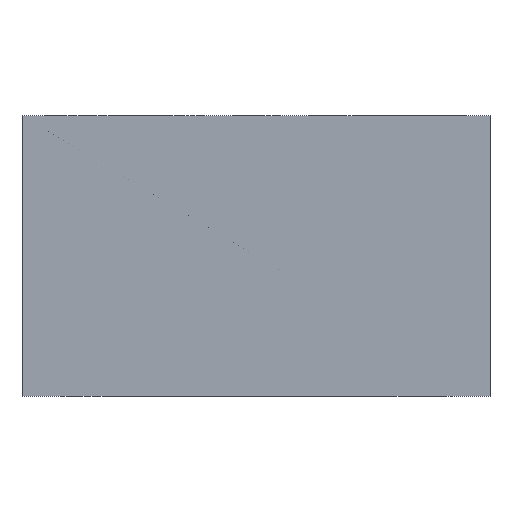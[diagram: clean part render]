
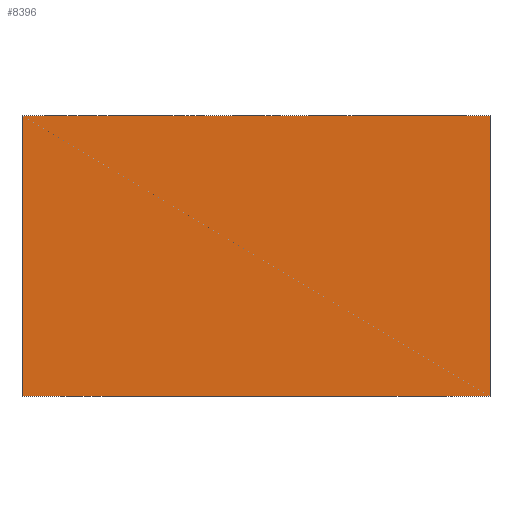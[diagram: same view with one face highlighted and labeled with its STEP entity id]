
A CAD part, front view. The second image highlights one B-rep face of the part: STEP entity #8396.
In plain terms, the highlighted planar face has unit normal (0, -1, 0).
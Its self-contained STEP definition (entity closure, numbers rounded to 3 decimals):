
#951=FACE_OUTER_BOUND('',#1423,.T.);
#1423=EDGE_LOOP('',(#7292,#7293,#7294,#7295));
#2283=LINE('',#14143,#3124);
#2287=LINE('',#14151,#3128);
#2288=LINE('',#14153,#3129);
#2289=LINE('',#14154,#3130);
#3124=VECTOR('',#10613,10.);
#3128=VECTOR('',#10621,10.);
#3129=VECTOR('',#10624,10.);
#3130=VECTOR('',#10625,10.);
#3914=VERTEX_POINT('',#14140);
#3915=VERTEX_POINT('',#14142);
#3916=VERTEX_POINT('',#14147);
#3917=VERTEX_POINT('',#14149);
#5055=EDGE_CURVE('',#3914,#3915,#2283,.T.);
#5059=EDGE_CURVE('',#3916,#3917,#2287,.T.);
#5060=EDGE_CURVE('',#3914,#3916,#2288,.T.);
#5061=EDGE_CURVE('',#3915,#3917,#2289,.T.);
#7292=ORIENTED_EDGE('',*,*,#5060,.T.);
#7293=ORIENTED_EDGE('',*,*,#5059,.T.);
#7294=ORIENTED_EDGE('',*,*,#5061,.F.);
#7295=ORIENTED_EDGE('',*,*,#5055,.F.);
#7630=PLANE('',#8868);
#8396=ADVANCED_FACE('',(#951),#7630,.T.);
#8868=AXIS2_PLACEMENT_3D('',#14152,#10622,#10623);
#10613=DIRECTION('',(0.,0.,1.));
#10621=DIRECTION('',(0.,0.,1.));
#10622=DIRECTION('center_axis',(0.,-1.,0.));
#10623=DIRECTION('ref_axis',(1.,0.,0.));
#10624=DIRECTION('',(1.,0.,0.));
#10625=DIRECTION('',(1.,0.,0.));
#14140=CARTESIAN_POINT('',(0.,0.,0.));
#14142=CARTESIAN_POINT('',(0.,0.,38.1));
#14143=CARTESIAN_POINT('',(0.,0.,0.));
#14147=CARTESIAN_POINT('',(63.5,0.,0.));
#14149=CARTESIAN_POINT('',(63.5,0.,38.1));
#14151=CARTESIAN_POINT('',(63.5,0.,0.));
#14152=CARTESIAN_POINT('Origin',(0.,0.,0.));
#14153=CARTESIAN_POINT('',(0.,0.,0.));
#14154=CARTESIAN_POINT('',(0.,0.,38.1));
